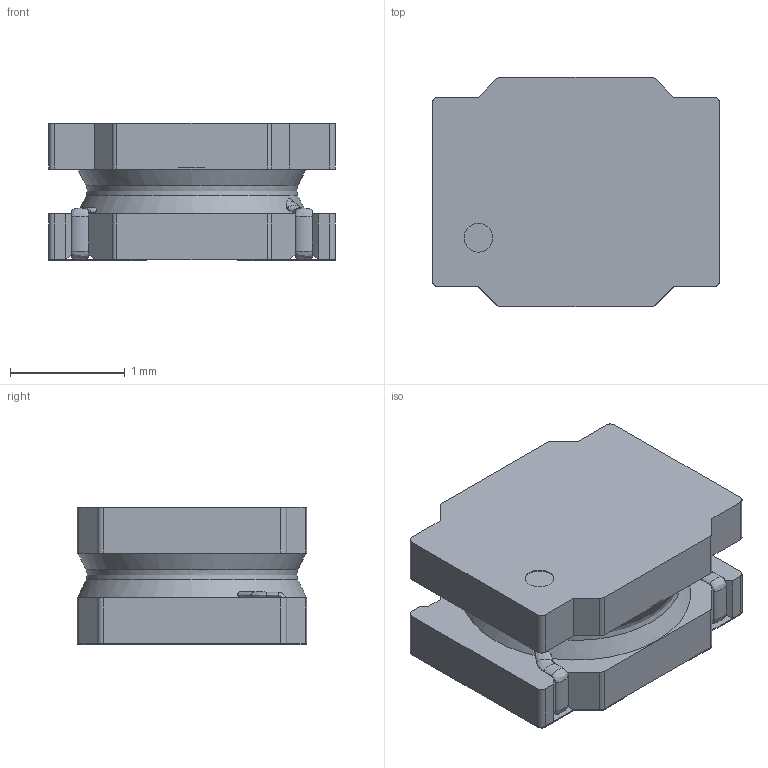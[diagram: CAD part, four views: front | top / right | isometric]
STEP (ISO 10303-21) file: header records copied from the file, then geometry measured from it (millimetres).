
FILE_DESCRIPTION(/* description */ ('Unknown'),/* implementation_level */ '2;1');
FILE_NAME(/* name */ 'L_Wurth_WE-LQSH_2512',/* time_stamp */ '2022-04-27T10:32:38+08:00',/* author */ ('Unknown'),/* organization */ ('Unknown'),/* preprocessor_version */ 'ST-DEVELOPER v16.7',/* originating_system */ 'Solid Edge',/* authorisation */ 'Unknown');
FILE_SCHEMA (('AUTOMOTIVE_DESIGN {1 0 10303 214 3 1 1}'));
Length unit declared in the file: millimetre
Products named in the file (2): L_Wurth_WE-LQSH_2512
Assembly tree (1 placements, depth 2):
  L_Wurth_WE-LQSH_2512
    L_Wurth_WE-LQSH_2512
Bounding box: 2.5 x 2 x 1.2 mm (x, y, z)
Volume: 5.2 mm3; surface area: 46.9 mm2
Topology: 5 solids, 5 shells, 125 faces, 313 edges, 198 vertices
Faces by surface type: plane 69, bspline 28, cylinder 26, torus 2
Full cylindrical faces by diameter (mm): 0.25 x1, 1 x1
Entity records: 5379 total; most frequent: CARTESIAN_POINT 2162, ORIENTED_EDGE 564, DIRECTION 482, EDGE_CURVE 282, VERTEX_POINT 197, LINE 180, VECTOR 180, EDGE_LOOP 157
